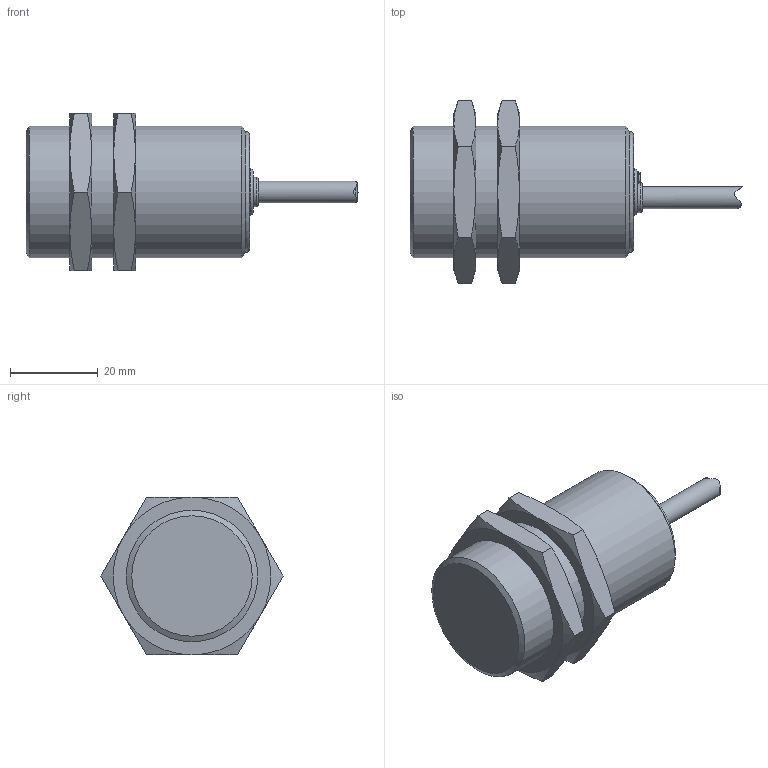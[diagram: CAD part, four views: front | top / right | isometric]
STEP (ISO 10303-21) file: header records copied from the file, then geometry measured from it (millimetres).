
FILE_DESCRIPTION(('FreeCAD Model'),'2;1');
FILE_NAME('LCS1-3020X-X3UX-AMS.stp','2020-05-05T19:54:07',( 'Author'),(''),'Open CASCADE STEP processor 7.3','FreeCAD','Unknown' );
FILE_SCHEMA(('AUTOMOTIVE_DESIGN { 1 0 10303 214 1 1 1 1 }'));
Length unit declared in the file: millimetre
Products named in the file (1): LCS1-3020X-X3UX-AMS
Bounding box: 75.76 x 41.57 x 36 mm (x, y, z)
Volume: 40412.2 mm3; surface area: 8300.4 mm2
Topology: 1 solids, 1 shells, 79 faces, 168 edges, 98 vertices
Faces by surface type: plane 32, cone 31, cylinder 13, torus 3
Full cylindrical faces by diameter (mm): 5 x1, 10.5 x1, 27.5 x1, 30 x3
Entity records: 7136 total; most frequent: CARTESIAN_POINT 3485, DIRECTION 483, ORIENTED_EDGE 336, PCURVE 336, DEFINITIONAL_REPRESENTATION 336, B_SPLINE_CURVE_WITH_KNOTS 212, LINE 192, VECTOR 192
